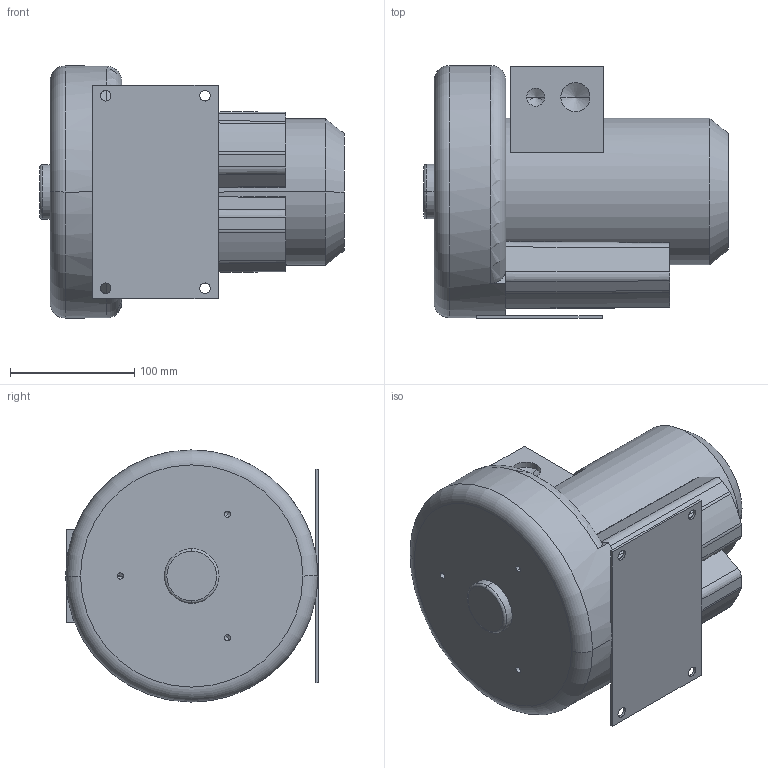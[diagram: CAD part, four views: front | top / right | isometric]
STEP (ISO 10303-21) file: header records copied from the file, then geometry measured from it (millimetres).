
FILE_DESCRIPTION((''),'2;1');
FILE_NAME('VSC0055_1MT200','2015-04-20T',('rnennstiel'),('vacuvane vacuum technology gmbh'),'PRO/ENGINEER BY PARAMETRIC TECHNOLOGY CORPORATION, 2010140','PRO/ENGINEER BY PARAMETRIC TECHNOLOGY CORPORATION, 2010140','');
FILE_SCHEMA(('AUTOMOTIVE_DESIGN_CC2 { 1 2 10303 214 -1 1 5 2 }'));
Length unit declared in the file: millimetre
Products named in the file (1): VSC0055_1MT200
Bounding box: 245 x 203.5 x 203 mm (x, y, z)
Volume: 4445601.4 mm3; surface area: 296026.3 mm2
Topology: 1 solids, 1 shells, 801 faces, 2196 edges, 1451 vertices
Faces by surface type: extrusion 414, plane 276, cylinder 74, cone 32, torus 5
Entity records: 28549 total; most frequent: CARTESIAN_POINT 9522, ORIENTED_EDGE 4372, DIRECTION 2676, EDGE_CURVE 2186, VERTEX_POINT 1451, VECTOR 1448, B_SPLINE_CURVE_WITH_KNOTS 1339, LINE 1034
